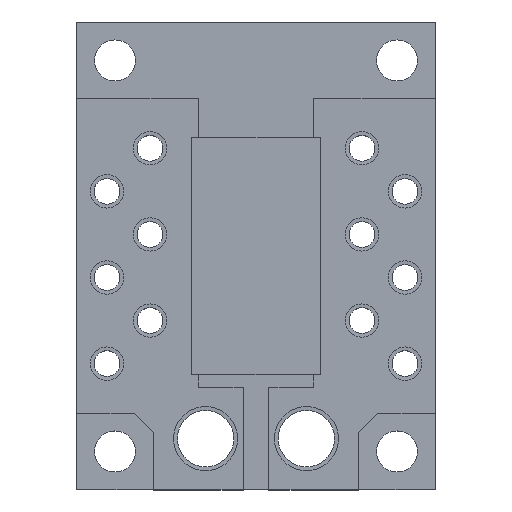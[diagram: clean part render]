
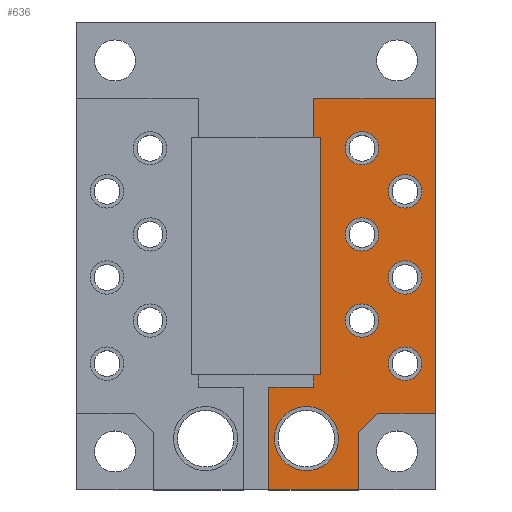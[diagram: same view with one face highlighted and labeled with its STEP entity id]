
A CAD part, top view. The second image highlights one B-rep face of the part: STEP entity #636.
In plain terms, the highlighted planar face has unit normal (0, 0, 1).
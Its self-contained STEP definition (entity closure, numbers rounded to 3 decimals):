
#636=ADVANCED_FACE('',(#1606,#1608,#1610,#1612,#1614,#1616,#1618,#1620),#1622,.T.);
#1606=FACE_BOUND('',#1607,.T.);
#1607=EDGE_LOOP('',(#2388));
#1608=FACE_BOUND('',#1609,.T.);
#1609=EDGE_LOOP('',(#2389));
#1610=FACE_BOUND('',#1611,.T.);
#1611=EDGE_LOOP('',(#2390));
#1612=FACE_BOUND('',#1613,.T.);
#1613=EDGE_LOOP('',(#2391));
#1614=FACE_BOUND('',#1615,.T.);
#1615=EDGE_LOOP('',(#2392));
#1616=FACE_BOUND('',#1617,.T.);
#1617=EDGE_LOOP('',(#2393));
#1618=FACE_BOUND('',#1619,.T.);
#1619=EDGE_LOOP('',(#2394));
#1620=FACE_OUTER_BOUND('',#1621,.T.);
#1621=EDGE_LOOP('',(#2395,#2396,#2397,#2398,#2399,#2400,#2401,#2402,#2403,#2404,
#2405,#2406,#2407));
#1622=PLANE('',#1623);
#1623=AXIS2_PLACEMENT_3D('',#1624,#1625,#1626);
#1624=CARTESIAN_POINT('',(0.,0.,2.6));
#1625=DIRECTION('',(0.,0.,1.));
#1626=DIRECTION('',(1.,0.,0.));
#2388=ORIENTED_EDGE('',*,*,#2880,.T.);
#2389=ORIENTED_EDGE('',*,*,#2881,.T.);
#2390=ORIENTED_EDGE('',*,*,#2882,.T.);
#2391=ORIENTED_EDGE('',*,*,#2883,.T.);
#2392=ORIENTED_EDGE('',*,*,#2884,.T.);
#2393=ORIENTED_EDGE('',*,*,#2885,.T.);
#2394=ORIENTED_EDGE('',*,*,#2886,.T.);
#2395=ORIENTED_EDGE('',*,*,#2887,.T.);
#2396=ORIENTED_EDGE('',*,*,#2888,.T.);
#2397=ORIENTED_EDGE('',*,*,#2889,.T.);
#2398=ORIENTED_EDGE('',*,*,#2890,.T.);
#2399=ORIENTED_EDGE('',*,*,#2707,.T.);
#2400=ORIENTED_EDGE('',*,*,#2891,.T.);
#2401=ORIENTED_EDGE('',*,*,#2892,.T.);
#2402=ORIENTED_EDGE('',*,*,#2893,.T.);
#2403=ORIENTED_EDGE('',*,*,#2692,.T.);
#2404=ORIENTED_EDGE('',*,*,#2879,.T.);
#2405=ORIENTED_EDGE('',*,*,#2894,.T.);
#2406=ORIENTED_EDGE('',*,*,#2895,.T.);
#2407=ORIENTED_EDGE('',*,*,#2896,.T.);
#2692=EDGE_CURVE('',#3014,#3012,#3015,.T.);
#2707=EDGE_CURVE('',#3043,#3041,#3044,.T.);
#2879=EDGE_CURVE('',#3012,#3327,#3329,.T.);
#2880=EDGE_CURVE('',#3330,#3330,#3331,.F.);
#2881=EDGE_CURVE('',#3332,#3332,#3333,.F.);
#2882=EDGE_CURVE('',#3334,#3334,#3335,.F.);
#2883=EDGE_CURVE('',#3336,#3336,#3337,.F.);
#2884=EDGE_CURVE('',#3338,#3338,#3339,.F.);
#2885=EDGE_CURVE('',#3340,#3340,#3341,.F.);
#2886=EDGE_CURVE('',#3342,#3342,#3343,.F.);
#2887=EDGE_CURVE('',#3344,#3345,#3346,.T.);
#2888=EDGE_CURVE('',#3345,#3347,#3348,.T.);
#2889=EDGE_CURVE('',#3347,#3349,#3350,.T.);
#2890=EDGE_CURVE('',#3349,#3043,#3351,.T.);
#2891=EDGE_CURVE('',#3041,#3352,#3353,.T.);
#2892=EDGE_CURVE('',#3352,#3354,#3355,.T.);
#2893=EDGE_CURVE('',#3354,#3014,#3356,.T.);
#2894=EDGE_CURVE('',#3327,#3357,#3358,.T.);
#2895=EDGE_CURVE('',#3357,#3359,#3360,.T.);
#2896=EDGE_CURVE('',#3359,#3344,#3361,.T.);
#3012=VERTEX_POINT('',#3537);
#3014=VERTEX_POINT('',#3541);
#3015=LINE('',#3542,#3543);
#3041=VERTEX_POINT('',#3596);
#3043=VERTEX_POINT('',#3600);
#3044=LINE('',#3601,#3602);
#3327=VERTEX_POINT('',#4282);
#3329=LINE('',#4286,#4287);
#3330=VERTEX_POINT('',#4289);
#3331=CIRCLE('',#4290,1.3);
#3332=VERTEX_POINT('',#4294);
#3333=CIRCLE('',#4295,1.3);
#3334=VERTEX_POINT('',#4299);
#3335=CIRCLE('',#4300,1.3);
#3336=VERTEX_POINT('',#4304);
#3337=CIRCLE('',#4305,1.3);
#3338=VERTEX_POINT('',#4309);
#3339=CIRCLE('',#4310,1.3);
#3340=VERTEX_POINT('',#4314);
#3341=CIRCLE('',#4315,1.3);
#3342=VERTEX_POINT('',#4319);
#3343=CIRCLE('',#4320,2.5);
#3344=VERTEX_POINT('',#4324);
#3345=VERTEX_POINT('',#4325);
#3346=LINE('',#4326,#4327);
#3347=VERTEX_POINT('',#4329);
#3348=LINE('',#4330,#4331);
#3349=VERTEX_POINT('',#4333);
#3350=LINE('',#4334,#4335);
#3351=LINE('',#4337,#4338);
#3352=VERTEX_POINT('',#4340);
#3353=LINE('',#4341,#4342);
#3354=VERTEX_POINT('',#4344);
#3355=LINE('',#4345,#4346);
#3356=LINE('',#4348,#4349);
#3357=VERTEX_POINT('',#4351);
#3358=LINE('',#4352,#4353);
#3359=VERTEX_POINT('',#4355);
#3360=LINE('',#4356,#4357);
#3361=LINE('',#4359,#4360);
#3537=CARTESIAN_POINT('',(14.,12.25,2.6));
#3541=CARTESIAN_POINT('',(14.,-12.25,2.6));
#3542=CARTESIAN_POINT('',(14.,-12.25,2.6));
#3543=VECTOR('',#3544,1.);
#3544=DIRECTION('',(0.,1.,0.));
#3596=CARTESIAN_POINT('',(8.,-18.25,2.6));
#3600=CARTESIAN_POINT('',(1.,-18.25,2.6));
#3601=CARTESIAN_POINT('',(1.,-18.25,2.6));
#3602=VECTOR('',#3603,1.);
#3603=DIRECTION('',(1.,0.,0.));
#4282=CARTESIAN_POINT('',(4.5,12.25,2.6));
#4286=CARTESIAN_POINT('',(14.,12.25,2.6));
#4287=VECTOR('',#4288,1.);
#4288=DIRECTION('',(-1.,0.,0.));
#4289=CARTESIAN_POINT('',(6.966,8.397,2.6));
#4290=AXIS2_PLACEMENT_3D('',#4291,#4292,#4293);
#4291=CARTESIAN_POINT('',(8.266,8.397,2.6));
#4292=DIRECTION('',(0.,0.,1.));
#4293=DIRECTION('',(-1.,0.,0.));
#4294=CARTESIAN_POINT('',(6.966,1.679,2.6));
#4295=AXIS2_PLACEMENT_3D('',#4296,#4297,#4298);
#4296=CARTESIAN_POINT('',(8.266,1.679,2.6));
#4297=DIRECTION('',(0.,0.,1.));
#4298=DIRECTION('',(-1.,0.,0.));
#4299=CARTESIAN_POINT('',(6.966,-5.038,2.6));
#4300=AXIS2_PLACEMENT_3D('',#4301,#4302,#4303);
#4301=CARTESIAN_POINT('',(8.266,-5.038,2.6));
#4302=DIRECTION('',(0.,0.,1.));
#4303=DIRECTION('',(-1.,0.,0.));
#4304=CARTESIAN_POINT('',(10.325,-8.397,2.6));
#4305=AXIS2_PLACEMENT_3D('',#4306,#4307,#4308);
#4306=CARTESIAN_POINT('',(11.625,-8.397,2.6));
#4307=DIRECTION('',(0.,0.,1.));
#4308=DIRECTION('',(-1.,0.,0.));
#4309=CARTESIAN_POINT('',(10.325,-1.679,2.6));
#4310=AXIS2_PLACEMENT_3D('',#4311,#4312,#4313);
#4311=CARTESIAN_POINT('',(11.625,-1.679,2.6));
#4312=DIRECTION('',(0.,0.,1.));
#4313=DIRECTION('',(-1.,0.,0.));
#4314=CARTESIAN_POINT('',(10.325,5.038,2.6));
#4315=AXIS2_PLACEMENT_3D('',#4316,#4317,#4318);
#4316=CARTESIAN_POINT('',(11.625,5.038,2.6));
#4317=DIRECTION('',(0.,0.,1.));
#4318=DIRECTION('',(-1.,0.,0.));
#4319=CARTESIAN_POINT('',(6.434,-14.25,2.6));
#4320=AXIS2_PLACEMENT_3D('',#4321,#4322,#4323);
#4321=CARTESIAN_POINT('',(3.934,-14.25,2.6));
#4322=DIRECTION('',(0.,0.,1.));
#4323=DIRECTION('',(1.,0.,0.));
#4324=CARTESIAN_POINT('',(5.,-9.25,2.6));
#4325=CARTESIAN_POINT('',(4.5,-9.25,2.6));
#4326=CARTESIAN_POINT('',(5.,-9.25,2.6));
#4327=VECTOR('',#4328,1.);
#4328=DIRECTION('',(-1.,0.,0.));
#4329=CARTESIAN_POINT('',(4.5,-10.25,2.6));
#4330=CARTESIAN_POINT('',(4.5,-9.25,2.6));
#4331=VECTOR('',#4332,1.);
#4332=DIRECTION('',(0.,-1.,0.));
#4333=CARTESIAN_POINT('',(1.,-10.25,2.6));
#4334=CARTESIAN_POINT('',(4.5,-10.25,2.6));
#4335=VECTOR('',#4336,1.);
#4336=DIRECTION('',(-1.,0.,0.));
#4337=CARTESIAN_POINT('',(1.,-10.25,2.6));
#4338=VECTOR('',#4339,1.);
#4339=DIRECTION('',(0.,-1.,0.));
#4340=CARTESIAN_POINT('',(8.,-13.739,2.6));
#4341=CARTESIAN_POINT('',(8.,-18.25,2.6));
#4342=VECTOR('',#4343,1.);
#4343=DIRECTION('',(0.,1.,0.));
#4344=CARTESIAN_POINT('',(9.489,-12.25,2.6));
#4345=CARTESIAN_POINT('',(8.,-13.739,2.6));
#4346=VECTOR('',#4347,1.);
#4347=DIRECTION('',(0.707,0.707,0.));
#4348=CARTESIAN_POINT('',(9.489,-12.25,2.6));
#4349=VECTOR('',#4350,1.);
#4350=DIRECTION('',(1.,0.,0.));
#4351=CARTESIAN_POINT('',(4.5,9.261,2.6));
#4352=CARTESIAN_POINT('',(4.5,12.25,2.6));
#4353=VECTOR('',#4354,1.);
#4354=DIRECTION('',(0.,-1.,0.));
#4355=CARTESIAN_POINT('',(5.,9.261,2.6));
#4356=CARTESIAN_POINT('',(4.5,9.261,2.6));
#4357=VECTOR('',#4358,1.);
#4358=DIRECTION('',(1.,0.,0.));
#4359=CARTESIAN_POINT('',(5.,9.261,2.6));
#4360=VECTOR('',#4361,1.);
#4361=DIRECTION('',(0.,-1.,0.));
